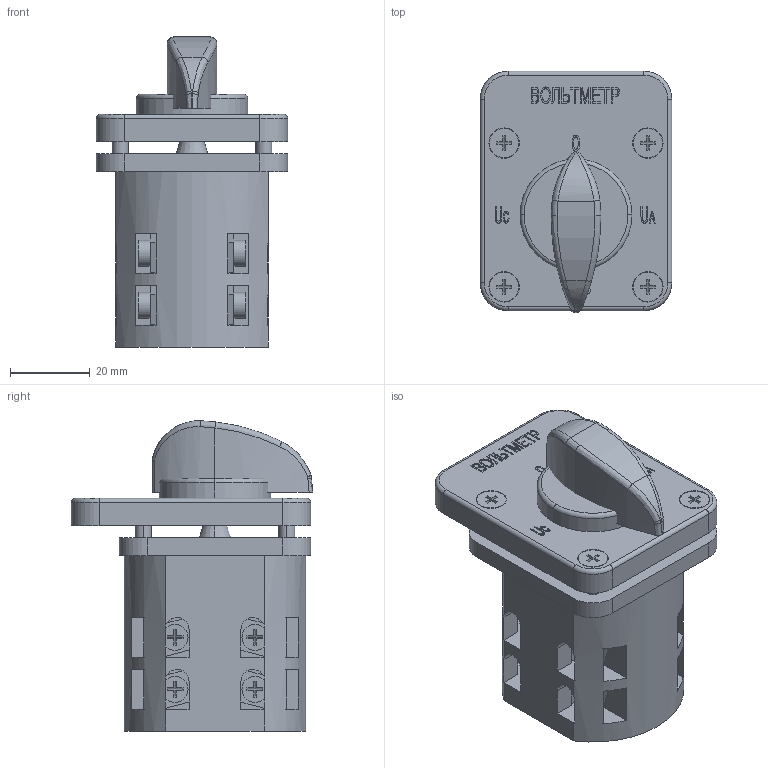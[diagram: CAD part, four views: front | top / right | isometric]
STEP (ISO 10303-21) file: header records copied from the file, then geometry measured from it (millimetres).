
FILE_DESCRIPTION (( 'STEP AP214' ), '1' );
FILE_NAME ('BCS14-025-4 Ïåðåêëþ÷àòåëü êóëà÷. ÏÊÏ25-44_O 25À Uc-O-Ua-Ub 4Ð_400Â.STEP', '2017-12-13T11:52:06', ( '' ), ( '' ), 'SwSTEP 2.0', 'SolidWorks 2014', '' );
FILE_SCHEMA (( 'AUTOMOTIVE_DESIGN' ));
Length unit declared in the file: millimetre
Products named in the file (1): BCS14-025-4 Ïåðåêëþ÷àòåëü êóëà÷. ÏÊÏ25-44_O 25À  Uc-O-Ua-Ub  4Ð_400Â
Bounding box: 48 x 60.5 x 77.74 mm (x, y, z)
Volume: 98368.3 mm3; surface area: 25995.6 mm2
Topology: 6 solids, 6 shells, 611 faces, 1559 edges, 1008 vertices
Faces by surface type: plane 430, bspline 87, cylinder 85, torus 6, cone 2, sphere 1
Entity records: 22884 total; most frequent: CARTESIAN_POINT 8441, ORIENTED_EDGE 3114, DIRECTION 2633, EDGE_CURVE 1557, VECTOR 1163, LINE 1163, VERTEX_POINT 1007, AXIS2_PLACEMENT_3D 735
